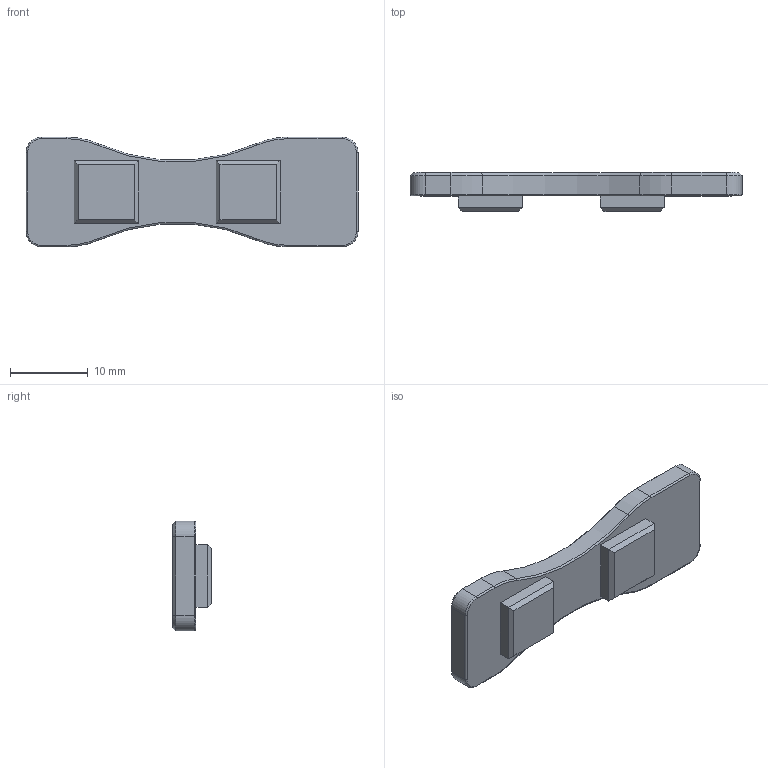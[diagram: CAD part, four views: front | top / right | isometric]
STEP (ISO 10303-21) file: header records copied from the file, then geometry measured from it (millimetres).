
FILE_DESCRIPTION(/* description */ (''),/* implementation_level */ '2;1');
FILE_NAME(/* name */ 'ZariboSpacerHelper-Motor-1x-2.0.step',/* time_stamp */ '2018-03-11T00:46:21+01:00',/* author */ (''),/* organization */ (''),/* preprocessor_version */ 'ST-DEVELOPER v16.13',/* originating_system */ 'Autodesk Translation Framework v6.5.0.72',/* authorisation */ '');
FILE_SCHEMA (('AUTOMOTIVE_DESIGN { 1 0 10303 214 3 1 1 }'));
Length unit declared in the file: millimetre
Products named in the file (1): ZariboSpacerHelper-Motor v1
Bounding box: 42.7 x 5 x 14.1 mm (x, y, z)
Volume: 1699 mm3; surface area: 1490.7 mm2
Topology: 1 solids, 1 shells, 170 faces, 434 edges, 276 vertices
Faces by surface type: bspline 84, plane 50, cylinder 16, cone 10, torus 10
Entity records: 9170 total; most frequent: CARTESIAN_POINT 5565, ORIENTED_EDGE 868, DIRECTION 496, EDGE_CURVE 434, VERTEX_POINT 276, LINE 210, VECTOR 210, EDGE_LOOP 180
